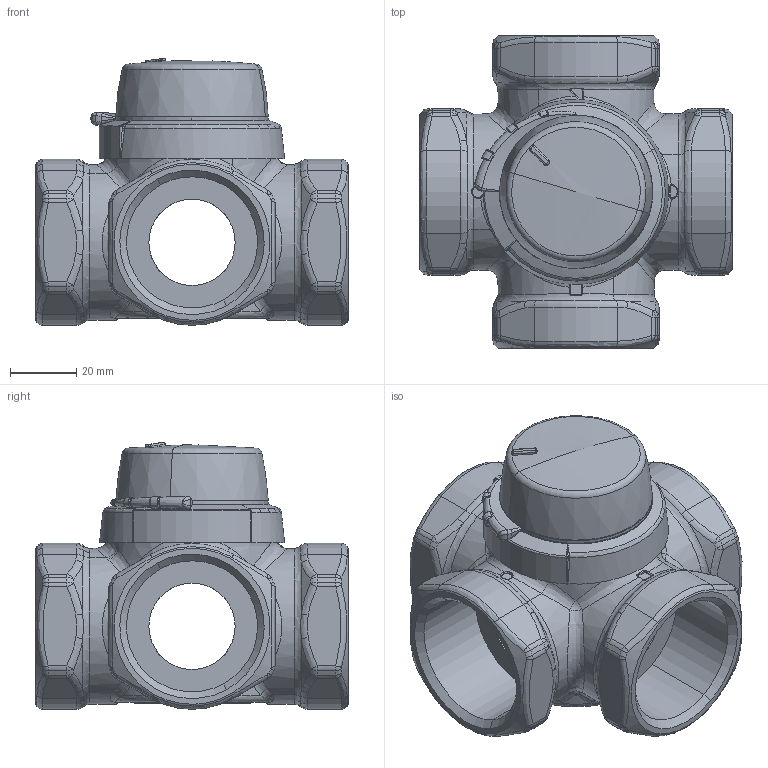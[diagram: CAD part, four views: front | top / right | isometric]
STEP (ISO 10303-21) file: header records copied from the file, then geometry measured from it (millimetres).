
FILE_DESCRIPTION(('CATIA V5 STEP Exchange'),'2;1');
FILE_NAME('VRG X4X DN32.stp','2008-05-23T06:28:32+00:00',('none'),('none'),'CATIA Version 5 Release 16 (IN-10)','CATIA V5 STEP AP214','none');
FILE_SCHEMA(('AUTOMOTIVE_DESIGN { 1 0 10303 214 1 1 1 1 }'));
Products named in the file (5): VRG X4X DN32; 7103-01; 7036-01; 7040-01; 7039-01
Assembly tree (4 placements, depth 2):
  VRG X4X DN32
    7103-01
    7036-01
    7040-01
    7039-01
Bounding box: 94 x 94 x 80.32 mm (x, y, z)
Volume: 122434 mm3; surface area: 71532 mm2
Topology: 5 solids, 5 shells, 1275 faces, 3279 edges, 2003 vertices
Faces by surface type: plane 381, cylinder 319, bspline 303, cone 100, torus 93, sphere 51, revolution 18, extrusion 10
Entity records: 54209 total; most frequent: CARTESIAN_POINT 28119, ORIENTED_EDGE 6458, DIRECTION 3417, EDGE_CURVE 3188, VERTEX_POINT 1972, AXIS2_PLACEMENT_3D 1502, EDGE_LOOP 1332, ADVANCED_FACE 1275
